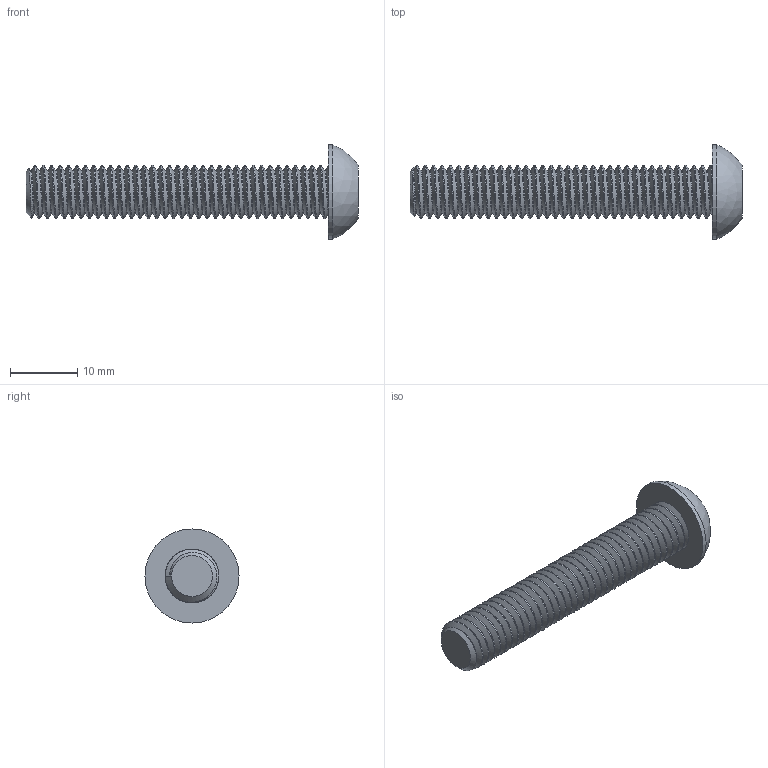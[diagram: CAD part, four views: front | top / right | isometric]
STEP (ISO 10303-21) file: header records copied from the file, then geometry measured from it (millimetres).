
FILE_DESCRIPTION(/* description */ (''),/* implementation_level */ '2;1');
FILE_NAME(/* name */ 'M8x45BHCS-0 v1.step',/* time_stamp */ '2020-09-15T08:52:38-04:00',/* author */ (''),/* organization */ (''),/* preprocessor_version */ 'ST-DEVELOPER v18.1',/* originating_system */ 'Autodesk Translation Framework v9.3.0.1241',/* authorisation */ '');
FILE_SCHEMA (('AUTOMOTIVE_DESIGN { 1 0 10303 214 3 1 1 }'));
Length unit declared in the file: millimetre
Products named in the file (2): M8x45BHCS-0; 92095A296
Assembly tree (1 placements, depth 2):
  M8x45BHCS-0
    92095A296
Bounding box: 49.4 x 14 x 14 mm (x, y, z)
Volume: 2261.4 mm3; surface area: 2308.3 mm2
Topology: 1 solids, 1 shells, 100 faces, 272 edges, 177 vertices
Faces by surface type: cylinder 78, plane 12, cone 7, bspline 2, sphere 1
Full cylindrical faces by diameter (mm): 6.376 x36, 8 x35, 14 x1
Entity records: 8852 total; most frequent: CARTESIAN_POINT 6677, ORIENTED_EDGE 544, DIRECTION 326, EDGE_CURVE 272, VERTEX_POINT 177, AXIS2_PLACEMENT_3D 115, EDGE_LOOP 103, FACE_OUTER_BOUND 100
